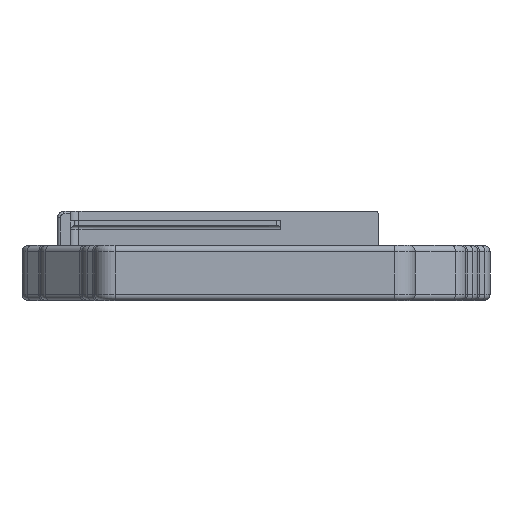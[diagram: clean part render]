
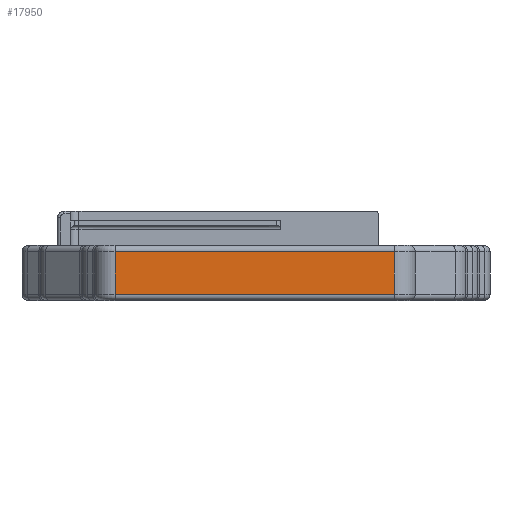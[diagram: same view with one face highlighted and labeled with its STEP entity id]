
A CAD part, left-side view. The second image highlights one B-rep face of the part: STEP entity #17950.
In plain terms, the highlighted planar face has unit normal (-1, 0, 0).
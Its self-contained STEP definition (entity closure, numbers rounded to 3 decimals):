
#258=PLANE('',#19192);
#782=FACE_OUTER_BOUND('',#1801,.T.);
#1801=EDGE_LOOP('',(#12380,#12381,#12382,#12383));
#2907=LINE('',#27069,#4535);
#2929=LINE('',#27198,#4557);
#3016=LINE('',#27540,#4644);
#3027=LINE('',#27620,#4655);
#4535=VECTOR('',#21186,10.);
#4557=VECTOR('',#21338,10.);
#4644=VECTOR('',#21685,10.);
#4655=VECTOR('',#21796,10.);
#7305=VERTEX_POINT('',#27059);
#7307=VERTEX_POINT('',#27065);
#7350=VERTEX_POINT('',#27196);
#7473=VERTEX_POINT('',#27531);
#9113=EDGE_CURVE('',#7305,#7307,#2907,.T.);
#9178=EDGE_CURVE('',#7305,#7350,#2929,.T.);
#9350=EDGE_CURVE('',#7473,#7350,#3016,.T.);
#9390=EDGE_CURVE('',#7307,#7473,#3027,.T.);
#12380=ORIENTED_EDGE('',*,*,#9113,.F.);
#12381=ORIENTED_EDGE('',*,*,#9178,.T.);
#12382=ORIENTED_EDGE('',*,*,#9350,.F.);
#12383=ORIENTED_EDGE('',*,*,#9390,.F.);
#17950=ADVANCED_FACE('',(#782),#258,.T.);
#19192=AXIS2_PLACEMENT_3D('',#27619,#21794,#21795);
#21186=DIRECTION('',(0.,1.,0.));
#21338=DIRECTION('',(0.,0.,1.));
#21685=DIRECTION('',(0.,-1.,0.));
#21794=DIRECTION('center_axis',(-1.,0.,0.));
#21795=DIRECTION('ref_axis',(0.,-1.,0.));
#21796=DIRECTION('',(0.,0.,1.));
#27059=CARTESIAN_POINT('',(-142.2,16.193,1.2));
#27065=CARTESIAN_POINT('',(-142.2,69.593,1.2));
#27069=CARTESIAN_POINT('',(-142.2,56.118,1.2));
#27196=CARTESIAN_POINT('',(-142.2,16.193,9.4));
#27198=CARTESIAN_POINT('',(-142.2,16.193,0.));
#27531=CARTESIAN_POINT('',(-142.2,69.593,9.4));
#27540=CARTESIAN_POINT('',(-142.2,56.118,9.4));
#27619=CARTESIAN_POINT('Origin',(-142.2,69.593,0.));
#27620=CARTESIAN_POINT('',(-142.2,69.593,0.));
